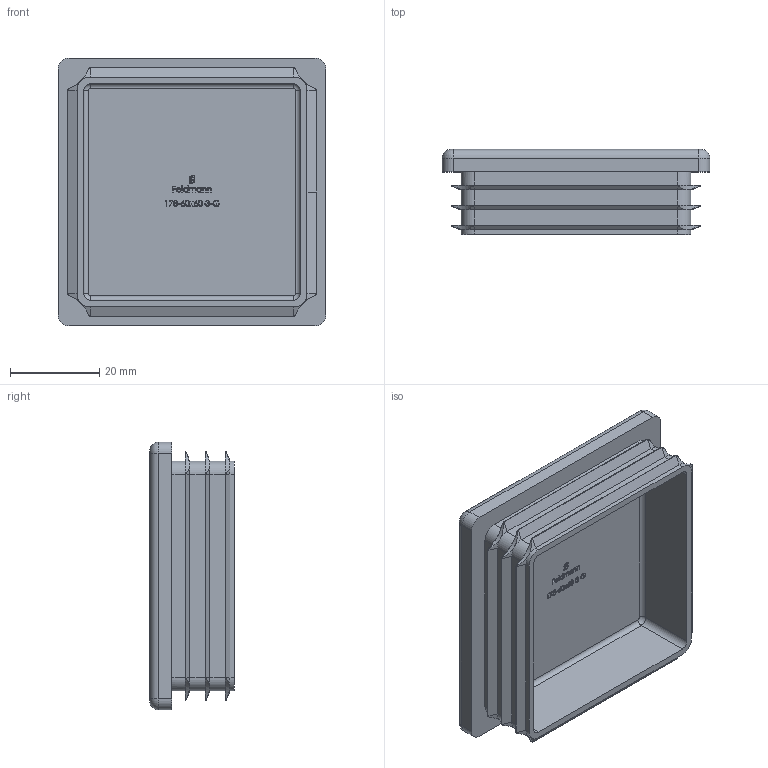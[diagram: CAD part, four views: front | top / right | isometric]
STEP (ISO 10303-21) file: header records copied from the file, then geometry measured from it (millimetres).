
FILE_DESCRIPTION (( 'STEP AP203' ), '1' );
FILE_NAME ('178-60x60-3-G.step', '2021-01-22T12:47:15', ( '' ), ( '' ), 'SwSTEP 2.0', 'SolidWorks 2018', '' );
FILE_SCHEMA (( 'CONFIG_CONTROL_DESIGN' ));
Length unit declared in the file: millimetre
Products named in the file (2): 178-60x60-3-G
Bounding box: 60 x 19 x 60 mm (x, y, z)
Volume: 22628.5 mm3; surface area: 15718.3 mm2
Topology: 1 solids, 1 shells, 495 faces, 1310 edges, 850 vertices
Faces by surface type: plane 236, bspline 144, cylinder 83, cone 24, torus 8
Entity records: 22886 total; most frequent: CARTESIAN_POINT 11585, ORIENTED_EDGE 2620, DIRECTION 1779, EDGE_CURVE 1310, VERTEX_POINT 850, VECTOR 731, LINE 731, EDGE_LOOP 528
